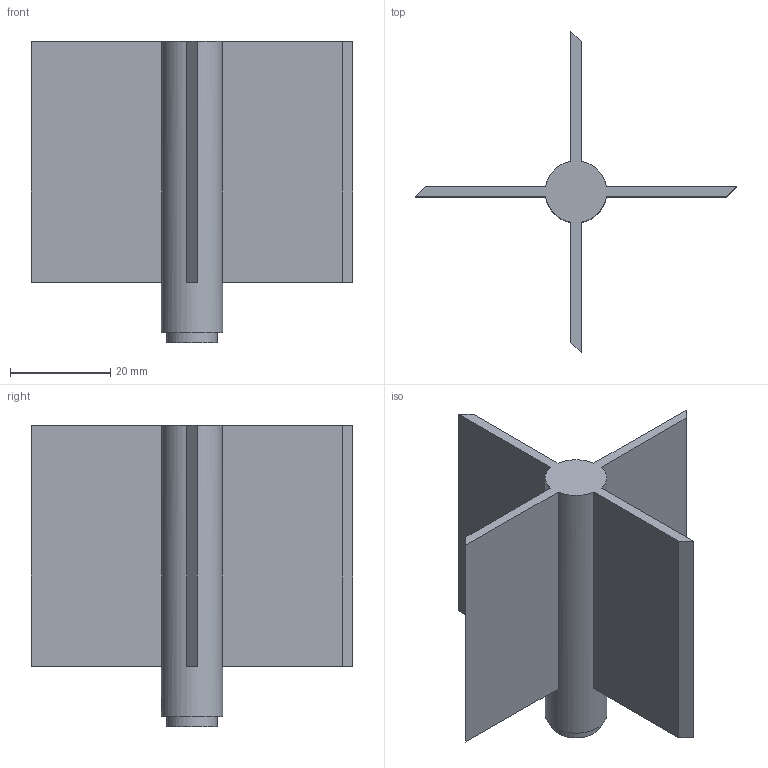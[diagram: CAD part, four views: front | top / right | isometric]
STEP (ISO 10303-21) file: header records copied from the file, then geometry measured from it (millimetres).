
FILE_DESCRIPTION(/* description */ (''),/* implementation_level */ '2;1');
FILE_NAME(/* name */ 'MillWheel.step',/* time_stamp */ '2024-06-14T10:44:39+02:00',/* author */ (''),/* organization */ (''),/* preprocessor_version */ 'ST-DEVELOPER v20',/* originating_system */ 'Autodesk Translation Framework v13.14.0.145',/* authorisation */ '');
FILE_SCHEMA (('AUTOMOTIVE_DESIGN { 1 0 10303 214 3 1 1 }'));
Length unit declared in the file: millimetre
Products named in the file (2): Feeder; MillWheelV2
Assembly tree (1 placements, depth 2):
  Feeder
    MillWheelV2
Bounding box: 64 x 64 x 60 mm (x, y, z)
Volume: 16449.8 mm3; surface area: 12825 mm2
Topology: 1 solids, 1 shells, 27 faces, 76 edges, 52 vertices
Faces by surface type: plane 23, cylinder 4
Full cylindrical faces by diameter (mm): 2.8 x1, 4.1 x1, 10 x1, 12.3 x1
Entity records: 977 total; most frequent: CARTESIAN_POINT 214, ORIENTED_EDGE 152, DIRECTION 146, EDGE_CURVE 76, VERTEX_POINT 52, LINE 50, VECTOR 50, AXIS2_PLACEMENT_3D 48
